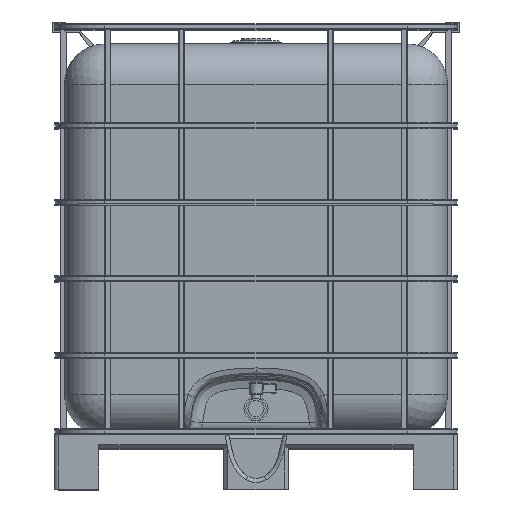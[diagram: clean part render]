
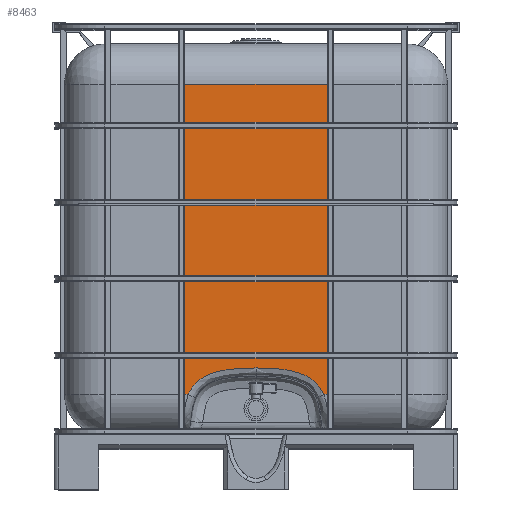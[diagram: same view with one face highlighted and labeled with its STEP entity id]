
A CAD part, top view. The second image highlights one B-rep face of the part: STEP entity #8463.
In plain terms, the highlighted planar face has unit normal (0, 0, 1).
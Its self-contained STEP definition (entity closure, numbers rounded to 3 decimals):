
#282=PLANE('',#9197);
#1118=FACE_OUTER_BOUND('',#1604,.T.);
#1604=EDGE_LOOP('',(#6227,#6228,#6229,#6230,#6231,#6232,#6233));
#2045=B_SPLINE_CURVE_WITH_KNOTS('',3,(#14121,#14122,#14123,#14124,#14125,
#14126,#14127,#14128,#14129,#14130,#14131),.UNSPECIFIED.,.F.,.F.,(4,1,1,
1,1,1,1,1,4),(-19.19,-16.448,-13.707,-10.965,
-8.224,-5.483,-2.741,-1.371,
0.),.UNSPECIFIED.);
#2047=B_SPLINE_CURVE_WITH_KNOTS('',3,(#14359,#14360,#14361,#14362,#14363,
#14364,#14365,#14366,#14367,#14368),.UNSPECIFIED.,.F.,.F.,(4,1,1,1,1,1,
1,4),(-19.2,-16.457,-13.714,-10.971,
-8.228,-5.486,-2.743,0.),
 .UNSPECIFIED.);
#2330=LINE('',#15555,#3077);
#2331=LINE('',#15557,#3078);
#2332=LINE('',#15559,#3079);
#2333=LINE('',#15561,#3080);
#2334=LINE('',#15562,#3081);
#3077=VECTOR('',#10321,10.);
#3078=VECTOR('',#10322,10.);
#3079=VECTOR('',#10323,10.);
#3080=VECTOR('',#10324,10.);
#3081=VECTOR('',#10325,10.);
#3786=VERTEX_POINT('',#14023);
#3788=VERTEX_POINT('',#14119);
#3790=VERTEX_POINT('',#14357);
#3807=VERTEX_POINT('',#15554);
#3808=VERTEX_POINT('',#15556);
#3809=VERTEX_POINT('',#15558);
#3810=VERTEX_POINT('',#15560);
#4679=EDGE_CURVE('',#3788,#3786,#2045,.T.);
#4682=EDGE_CURVE('',#3790,#3788,#2047,.T.);
#4712=EDGE_CURVE('',#3807,#3790,#2330,.T.);
#4713=EDGE_CURVE('',#3807,#3808,#2331,.T.);
#4714=EDGE_CURVE('',#3809,#3808,#2332,.T.);
#4715=EDGE_CURVE('',#3809,#3810,#2333,.T.);
#4716=EDGE_CURVE('',#3786,#3810,#2334,.T.);
#6227=ORIENTED_EDGE('',*,*,#4682,.F.);
#6228=ORIENTED_EDGE('',*,*,#4712,.F.);
#6229=ORIENTED_EDGE('',*,*,#4713,.T.);
#6230=ORIENTED_EDGE('',*,*,#4714,.F.);
#6231=ORIENTED_EDGE('',*,*,#4715,.T.);
#6232=ORIENTED_EDGE('',*,*,#4716,.F.);
#6233=ORIENTED_EDGE('',*,*,#4679,.F.);
#8463=ADVANCED_FACE('',(#1118),#282,.T.);
#9197=AXIS2_PLACEMENT_3D('',#15553,#10319,#10320);
#10319=DIRECTION('center_axis',(0.,0.,1.));
#10320=DIRECTION('ref_axis',(1.,0.,0.));
#10321=DIRECTION('',(-1.,0.,0.));
#10322=DIRECTION('',(0.,1.,0.));
#10323=DIRECTION('',(1.,0.,0.));
#10324=DIRECTION('',(0.,-1.,0.));
#10325=DIRECTION('',(-1.,0.,0.));
#14023=CARTESIAN_POINT('',(-167.994,-385.,1130.));
#14119=CARTESIAN_POINT('',(0.,-319.116,1130.));
#14121=CARTESIAN_POINT('Ctrl Pts',(0.,-319.116,
1130.));
#14122=CARTESIAN_POINT('Ctrl Pts',(-9.138,-319.116,1130.));
#14123=CARTESIAN_POINT('Ctrl Pts',(-27.408,-319.367,
1130.));
#14124=CARTESIAN_POINT('Ctrl Pts',(-54.787,-320.963,
1130.));
#14125=CARTESIAN_POINT('Ctrl Pts',(-82.004,-324.498,1130.));
#14126=CARTESIAN_POINT('Ctrl Pts',(-108.647,-331.153,
1130.));
#14127=CARTESIAN_POINT('Ctrl Pts',(-133.74,-342.701,
1130.));
#14128=CARTESIAN_POINT('Ctrl Pts',(-151.25,-357.781,1130.));
#14129=CARTESIAN_POINT('Ctrl Pts',(-161.938,-372.693,
1130.));
#14130=CARTESIAN_POINT('Ctrl Pts',(-166.151,-380.819,
1130.));
#14131=CARTESIAN_POINT('Ctrl Pts',(-167.994,-385.,
1130.));
#14357=CARTESIAN_POINT('',(167.994,-385.,1130.));
#14359=CARTESIAN_POINT('Ctrl Pts',(167.994,-385.,1130.));
#14360=CARTESIAN_POINT('Ctrl Pts',(164.305,-376.635,1130.));
#14361=CARTESIAN_POINT('Ctrl Pts',(154.763,-360.797,1130.));
#14362=CARTESIAN_POINT('Ctrl Pts',(133.708,-342.679,1130.));
#14363=CARTESIAN_POINT('Ctrl Pts',(108.625,-331.144,1130.));
#14364=CARTESIAN_POINT('Ctrl Pts',(81.93,-324.485,1130.));
#14365=CARTESIAN_POINT('Ctrl Pts',(54.692,-320.954,1130.));
#14366=CARTESIAN_POINT('Ctrl Pts',(27.38,-319.368,1130.));
#14367=CARTESIAN_POINT('Ctrl Pts',(9.143,-319.116,1130.));
#14368=CARTESIAN_POINT('Ctrl Pts',(0.,-319.116,
1130.));
#15553=CARTESIAN_POINT('Origin',(0.,0.,1130.));
#15554=CARTESIAN_POINT('',(177.,-385.,1130.));
#15555=CARTESIAN_POINT('',(-237.5,-385.,1130.));
#15556=CARTESIAN_POINT('',(177.,385.,1130.));
#15557=CARTESIAN_POINT('',(177.,242.5,1130.));
#15558=CARTESIAN_POINT('',(-177.,385.,1130.));
#15559=CARTESIAN_POINT('',(237.5,385.,1130.));
#15560=CARTESIAN_POINT('',(-177.,-385.,1130.));
#15561=CARTESIAN_POINT('',(-177.,242.5,1130.));
#15562=CARTESIAN_POINT('',(-237.5,-385.,1130.));
